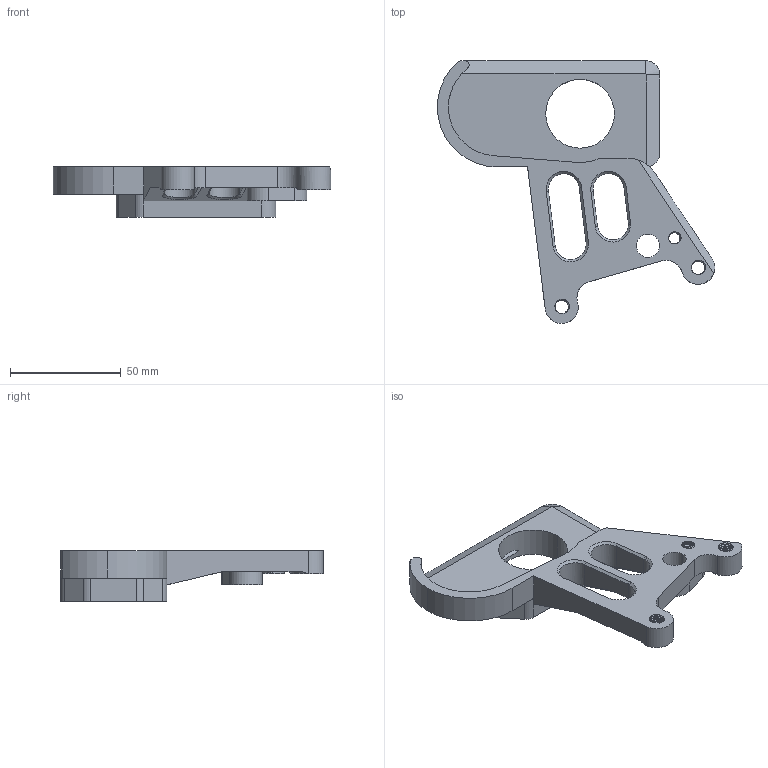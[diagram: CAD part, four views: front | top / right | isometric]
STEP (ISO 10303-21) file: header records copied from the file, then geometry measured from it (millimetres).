
FILE_DESCRIPTION (( 'STEP AP214' ), '1' );
FILE_NAME ('Guide roue droite V2.STEP', '2023-06-23T10:23:50', ( '' ), ( '' ), 'SwSTEP 2.0', 'SolidWorks 2023', '' );
FILE_SCHEMA (( 'AUTOMOTIVE_DESIGN' ));
Length unit declared in the file: millimetre
Products named in the file (1): Guide roue droite V2
Bounding box: 125.09 x 118.59 x 23 mm (x, y, z)
Volume: 70245.5 mm3; surface area: 25823.1 mm2
Topology: 1 solids, 1 shells, 309 faces, 889 edges, 581 vertices
Faces by surface type: cylinder 228, plane 48, bspline 19, cone 10, torus 4
Entity records: 25107 total; most frequent: CARTESIAN_POINT 18247, ORIENTED_EDGE 1778, DIRECTION 1116, EDGE_CURVE 889, VERTEX_POINT 581, AXIS2_PLACEMENT_3D 389, VECTOR 338, LINE 338
